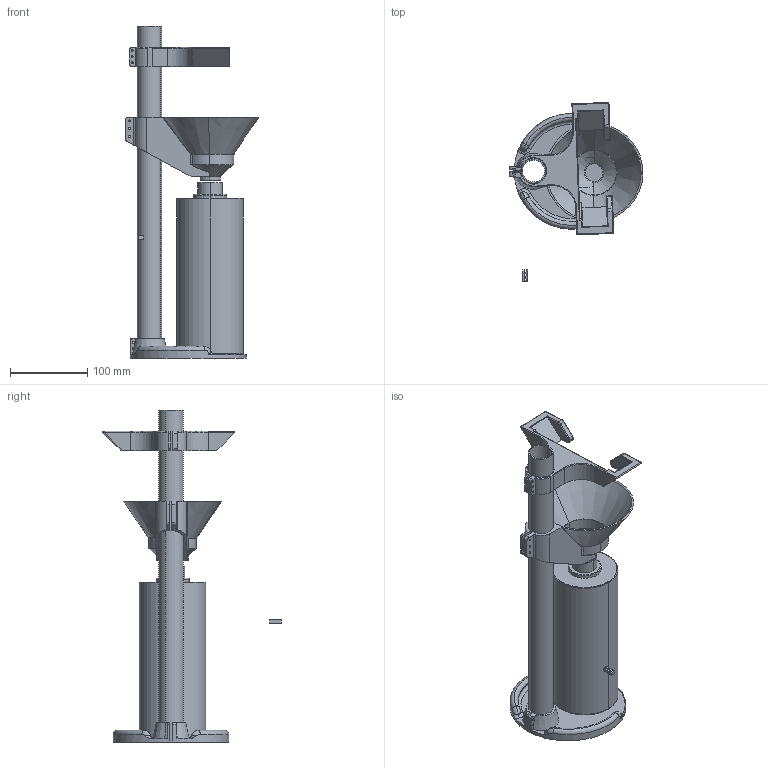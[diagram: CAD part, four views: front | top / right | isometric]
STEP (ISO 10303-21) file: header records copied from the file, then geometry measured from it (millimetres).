
FILE_DESCRIPTION (( 'STEP AP203' ), '1' );
FILE_NAME ('攷眲薑補盓殤.STEP', '2024-01-05T07:39:26', ( 'zym-develop' ), ( '' ), 'SwSTEP 2.0', 'SolidWorks 2020', '' );
FILE_SCHEMA (( 'CONFIG_CONTROL_DESIGN' ));
Length unit declared in the file: millimetre
Products named in the file (7): 蹋羞溫离-2-す; 標赽2; 奪赽; 穢須-2; 菁釱; 攷眲薑補盓殤; 珨汔せ赽
Assembly tree (6 placements, depth 2):
  攷眲薑補盓殤
    菁釱
    奪赽
    蹋羞溫离-2-す
    穢須-2
    珨汔せ赽
    標赽2
Bounding box: 173.55 x 231.56 x 430 mm (x, y, z)
Volume: 448812.8 mm3; surface area: 351874.3 mm2
Topology: 6 solids, 6 shells, 287 faces, 748 edges, 476 vertices
Faces by surface type: cylinder 126, plane 84, torus 42, bspline 22, cone 13
Entity records: 11394 total; most frequent: CARTESIAN_POINT 3598, DIRECTION 1510, ORIENTED_EDGE 1492, EDGE_CURVE 746, AXIS2_PLACEMENT_3D 598, VERTEX_POINT 476, EDGE_LOOP 328, CIRCLE 324
